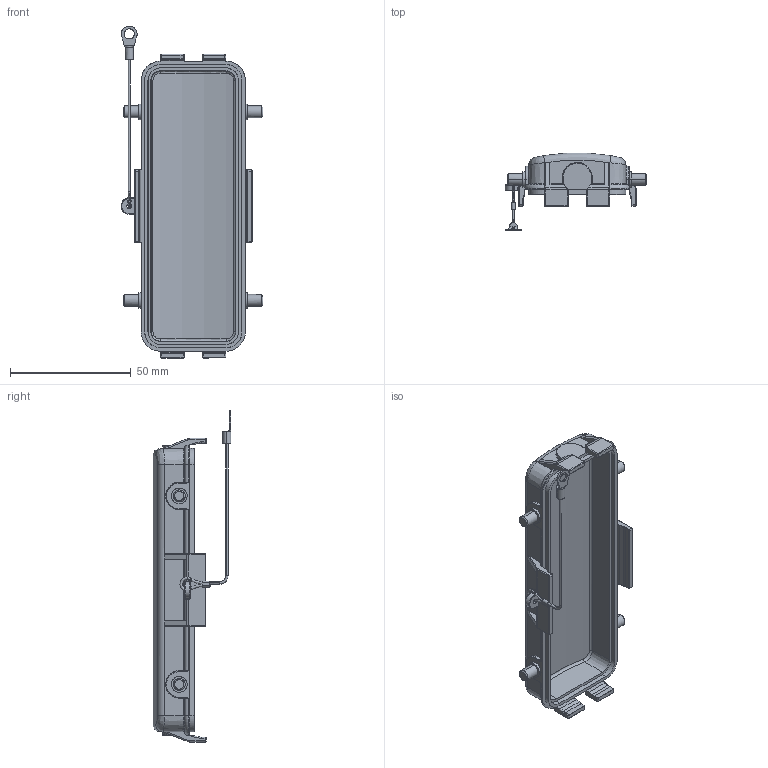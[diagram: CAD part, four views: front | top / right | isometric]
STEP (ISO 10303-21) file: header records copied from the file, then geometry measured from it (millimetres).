
FILE_DESCRIPTION (( 'STEP AP203' ), '1' );
FILE_NAME ('H24B-MMCV-4B_2.STP', '2017-08-24T12:01:34', ( '微软用户' ), ( '微软中国' ), 'SwSTEP 2.0', 'SolidWorks 2012', '' );
FILE_SCHEMA (( 'CONFIG_CONTROL_DESIGN' ));
Length unit declared in the file: millimetre
Products named in the file (1): H24B-MMCV-4B_2
Bounding box: 58.73 x 32.25 x 137.37 mm (x, y, z)
Volume: 25456.8 mm3; surface area: 21356.4 mm2
Topology: 1 solids, 1 shells, 501 faces, 1206 edges, 720 vertices
Faces by surface type: cylinder 201, plane 132, torus 75, bspline 69, cone 24
Entity records: 21096 total; most frequent: CARTESIAN_POINT 10456, ORIENTED_EDGE 2412, DIRECTION 1879, EDGE_CURVE 1206, VERTEX_POINT 721, AXIS2_PLACEMENT_3D 700, EDGE_LOOP 521, ADVANCED_FACE 501
